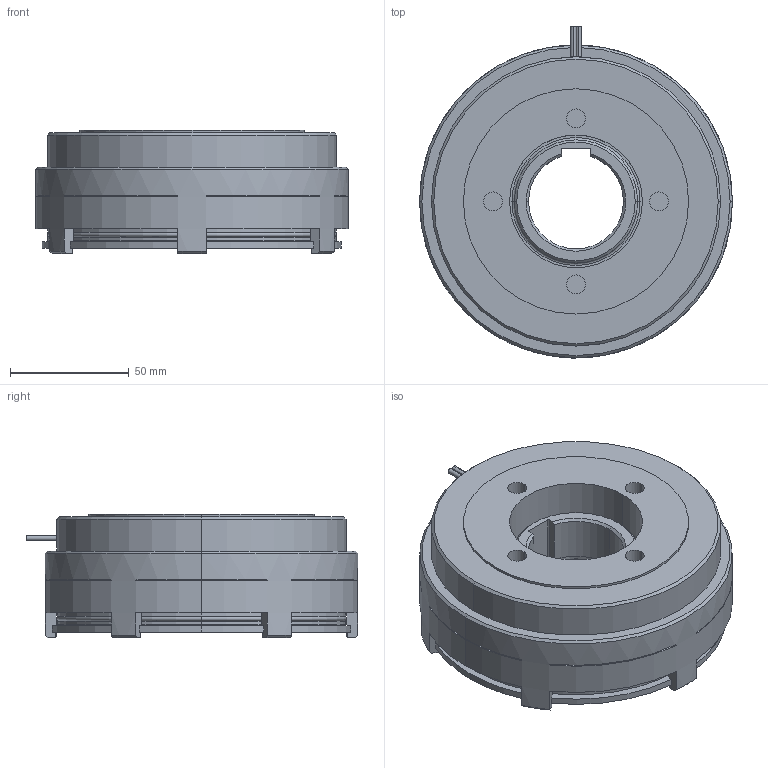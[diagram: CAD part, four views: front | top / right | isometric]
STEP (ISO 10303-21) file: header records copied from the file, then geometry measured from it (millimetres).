
FILE_DESCRIPTION (( 'STEP AP203' ), '1' );
FILE_NAME ('MWB 10_23124700.STEP', '2016-06-15T06:40:13', ( ' ' ), ( '' ), 'SwSTEP 2.0', 'SolidWorks 2009', '' );
FILE_SCHEMA (( 'CONFIG_CONTROL_DESIGN' ));
Length unit declared in the file: millimetre
Products named in the file (1): MWB 10_23124700
Bounding box: 132 x 140 x 52 mm (x, y, z)
Volume: 523357.2 mm3; surface area: 78700.7 mm2
Topology: 1 solids, 2 shells, 233 faces, 655 edges, 416 vertices
Faces by surface type: cylinder 102, plane 81, cone 46, torus 4
Entity records: 8274 total; most frequent: CARTESIAN_POINT 2109, ORIENTED_EDGE 1310, DIRECTION 1261, EDGE_CURVE 655, AXIS2_PLACEMENT_3D 468, VERTEX_POINT 416, VECTOR 325, LINE 325
